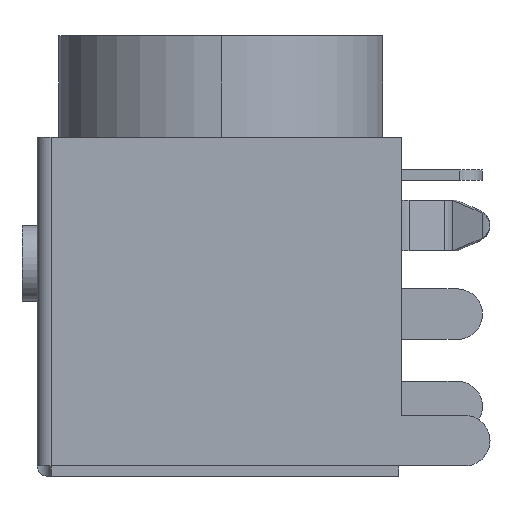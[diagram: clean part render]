
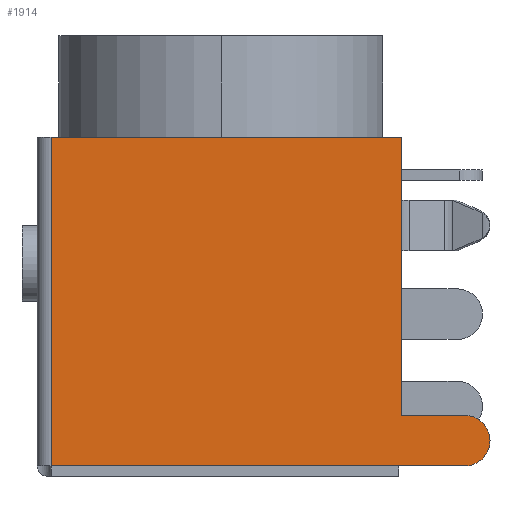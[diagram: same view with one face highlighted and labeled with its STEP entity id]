
A CAD part, left-side view. The second image highlights one B-rep face of the part: STEP entity #1914.
In plain terms, the highlighted planar face has unit normal (-1, 0, 0).
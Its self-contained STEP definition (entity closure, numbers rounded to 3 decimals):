
#28 = DIRECTION ( 'NONE',  ( 0., 0., 1. ) ) ;
#65 = CARTESIAN_POINT ( 'NONE',  ( -0.5, 0.001, -0.01 ) ) ;
#179 = ORIENTED_EDGE ( 'NONE', *, *, #3509, .T. ) ;
#191 = DIRECTION ( 'NONE',  ( 0., 0., 1. ) ) ;
#199 = CARTESIAN_POINT ( 'NONE',  ( -0.5, 13.85, -13. ) ) ;
#232 = CARTESIAN_POINT ( 'NONE',  ( -0.5, -2.5, -12. ) ) ;
#292 = EDGE_CURVE ( 'NONE', #6271, #3941, #6499, .T. ) ;
#397 = CARTESIAN_POINT ( 'NONE',  ( -0.5, 0.001, -11. ) ) ;
#592 = EDGE_CURVE ( 'NONE', #4387, #819, #3216, .T. ) ;
#718 = CARTESIAN_POINT ( 'NONE',  ( -0.5, 0.001, -6.505 ) ) ;
#761 = ORIENTED_EDGE ( 'NONE', *, *, #4838, .F. ) ;
#766 = DIRECTION ( 'NONE',  ( 0., 0., 1. ) ) ;
#819 = VERTEX_POINT ( 'NONE', #397 ) ;
#912 = VECTOR ( 'NONE', #3235, 1000. ) ;
#1130 = DIRECTION ( 'NONE',  ( -1., 0., 0. ) ) ;
#1198 = VECTOR ( 'NONE', #5748, 1000. ) ;
#1632 = CARTESIAN_POINT ( 'NONE',  ( -0.5, 0.001, -6.505 ) ) ;
#1743 = EDGE_CURVE ( 'NONE', #2794, #4387, #6394, .T. ) ;
#1857 = VERTEX_POINT ( 'NONE', #5604 ) ;
#1914 = ADVANCED_FACE ( 'NONE', ( #5898 ), #4199, .T. ) ;
#1936 = LINE ( 'NONE', #718, #3447 ) ;
#1947 = EDGE_CURVE ( 'NONE', #6103, #2794, #5260, .T. ) ;
#1953 = ORIENTED_EDGE ( 'NONE', *, *, #1743, .T. ) ;
#2316 = VECTOR ( 'NONE', #4187, 1000. ) ;
#2435 = VECTOR ( 'NONE', #28, 1000. ) ;
#2528 = EDGE_CURVE ( 'NONE', #819, #5447, #3654, .T. ) ;
#2578 = CARTESIAN_POINT ( 'NONE',  ( -0.5, 0.001, -6.505 ) ) ;
#2609 = CARTESIAN_POINT ( 'NONE',  ( -0.5, 13.85, -6.505 ) ) ;
#2794 = VERTEX_POINT ( 'NONE', #4360 ) ;
#3188 = CARTESIAN_POINT ( 'NONE',  ( -0.5, 5.123, -13. ) ) ;
#3216 = LINE ( 'NONE', #6432, #5444 ) ;
#3235 = DIRECTION ( 'NONE',  ( 0., -1., 0. ) ) ;
#3374 = VECTOR ( 'NONE', #4155, 1000. ) ;
#3438 = EDGE_LOOP ( 'NONE', ( #5277, #761, #179, #5486, #1953, #6106, #6078, #4672 ) ) ;
#3447 = VECTOR ( 'NONE', #191, 1000. ) ;
#3509 = EDGE_CURVE ( 'NONE', #1857, #6103, #3524, .T. ) ;
#3524 = LINE ( 'NONE', #2609, #3374 ) ;
#3603 = LINE ( 'NONE', #5268, #912 ) ;
#3654 = LINE ( 'NONE', #1632, #2316 ) ;
#3752 = EDGE_CURVE ( 'NONE', #5447, #6271, #1936, .T. ) ;
#3818 = DIRECTION ( 'NONE',  ( -1., 0., 0. ) ) ;
#3941 = VERTEX_POINT ( 'NONE', #65 ) ;
#4155 = DIRECTION ( 'NONE',  ( 0., 0., -1. ) ) ;
#4187 = DIRECTION ( 'NONE',  ( 0., 0., 1. ) ) ;
#4199 = PLANE ( 'NONE',  #4937 ) ;
#4360 = CARTESIAN_POINT ( 'NONE',  ( -0.5, -2.5, -13. ) ) ;
#4387 = VERTEX_POINT ( 'NONE', #5259 ) ;
#4399 = DIRECTION ( 'NONE',  ( 0., 1., 0. ) ) ;
#4553 = CARTESIAN_POINT ( 'NONE',  ( -0.5, 0.001, -4.5 ) ) ;
#4672 = ORIENTED_EDGE ( 'NONE', *, *, #3752, .T. ) ;
#4697 = DIRECTION ( 'NONE',  ( 0., -1., 0. ) ) ;
#4838 = EDGE_CURVE ( 'NONE', #1857, #3941, #3603, .T. ) ;
#4937 = AXIS2_PLACEMENT_3D ( 'NONE', #6221, #1130, #4697 ) ;
#5259 = CARTESIAN_POINT ( 'NONE',  ( -0.5, -2.5, -11. ) ) ;
#5260 = LINE ( 'NONE', #3188, #1198 ) ;
#5268 = CARTESIAN_POINT ( 'NONE',  ( -0.5, 7.2, -0.01 ) ) ;
#5277 = ORIENTED_EDGE ( 'NONE', *, *, #292, .T. ) ;
#5435 = CARTESIAN_POINT ( 'NONE',  ( -0.5, 0.001, -2.5 ) ) ;
#5444 = VECTOR ( 'NONE', #4399, 1000. ) ;
#5447 = VERTEX_POINT ( 'NONE', #4553 ) ;
#5486 = ORIENTED_EDGE ( 'NONE', *, *, #1947, .T. ) ;
#5523 = AXIS2_PLACEMENT_3D ( 'NONE', #232, #3818, #766 ) ;
#5604 = CARTESIAN_POINT ( 'NONE',  ( -0.5, 13.85, -0.01 ) ) ;
#5748 = DIRECTION ( 'NONE',  ( 0., -1., 0. ) ) ;
#5898 = FACE_OUTER_BOUND ( 'NONE', #3438, .T. ) ;
#6078 = ORIENTED_EDGE ( 'NONE', *, *, #2528, .T. ) ;
#6103 = VERTEX_POINT ( 'NONE', #199 ) ;
#6106 = ORIENTED_EDGE ( 'NONE', *, *, #592, .T. ) ;
#6221 = CARTESIAN_POINT ( 'NONE',  ( -0.5, 13.85, -13. ) ) ;
#6271 = VERTEX_POINT ( 'NONE', #5435 ) ;
#6394 = CIRCLE ( 'NONE', #5523, 1. ) ;
#6432 = CARTESIAN_POINT ( 'NONE',  ( -0.5, 5.123, -11. ) ) ;
#6499 = LINE ( 'NONE', #2578, #2435 ) ;
